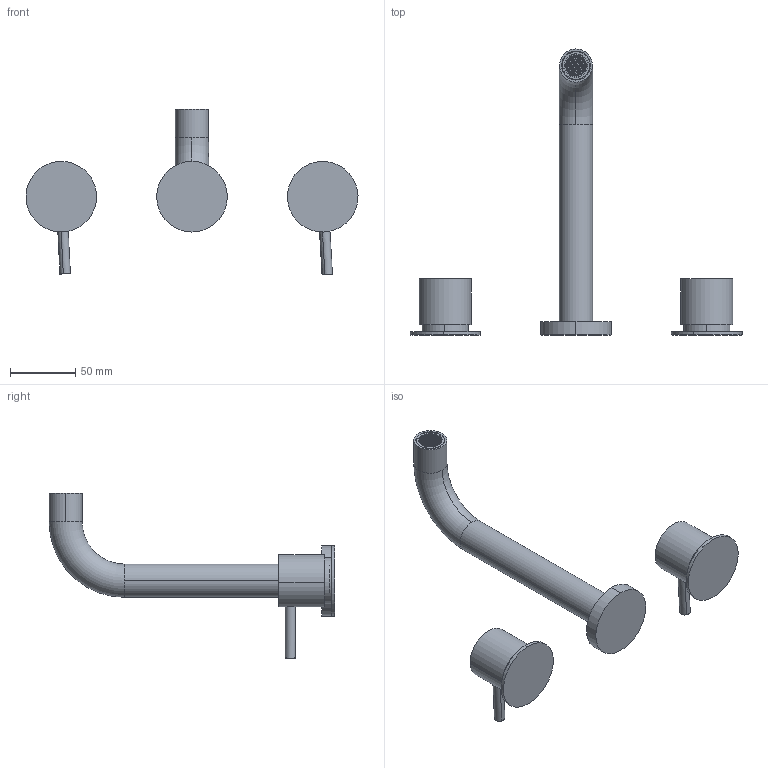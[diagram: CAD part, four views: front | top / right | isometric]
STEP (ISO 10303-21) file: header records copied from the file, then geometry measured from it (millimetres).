
FILE_DESCRIPTION (( 'STEP AP214' ), '1' );
FILE_NAME ('S25WSC200C_shell.STEP', '2018-10-08T21:25:29', ( 'khoa' ), ( '' ), 'SwSTEP 2.0', 'SolidWorks 2016', '' );
FILE_SCHEMA (( 'AUTOMOTIVE_DESIGN' ));
Length unit declared in the file: millimetre
Products named in the file (2): S25WSC200C_shell
Bounding box: 253.97 x 218.7 x 126.77 mm (x, y, z)
Volume: 144838.6 mm3; surface area: 82869.3 mm2
Topology: 6 solids, 7 shells, 1600 faces, 4066 edges, 2707 vertices
Faces by surface type: plane 1445, cylinder 119, cone 32, torus 4
Entity records: 62924 total; most frequent: CARTESIAN_POINT 8543, ORIENTED_EDGE 8132, DIRECTION 7549, EDGE_CURVE 4066, VECTOR 3755, LINE 3755, VERTEX_POINT 2707, AXIS2_PLACEMENT_3D 1897
